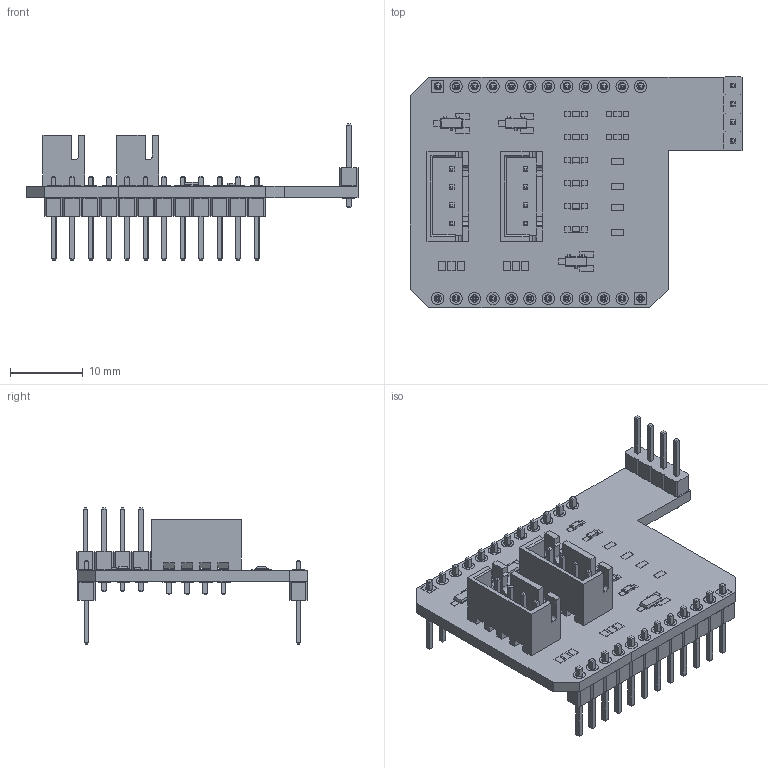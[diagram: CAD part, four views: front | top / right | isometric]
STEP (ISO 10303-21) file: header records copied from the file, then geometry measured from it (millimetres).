
FILE_DESCRIPTION(('FreeCAD Model'),'2;1');
FILE_NAME('PCB.step', '2017-12-11T21:17:17',('Author'),(''), 'Open CASCADE STEP processor 6.8','FreeCAD','Unknown');
FILE_SCHEMA(('AUTOMOTIVE_DESIGN_CC2 { 1 2 10303 214 -1 1 5 4 }'));
Length unit declared in the file: millimetre
Products named in the file (11): ASSEMBLY; J1; C8; J3; PCB_Holes; J9; tPad_108; U1; PCB_Border; Board; bPad_107
Assembly tree (21 placements, depth 2):
  ASSEMBLY
    J1  x2
    C8  x8
    J3  x2
    PCB_Holes
    J9
    tPad_108
    U1  x3
    PCB_Border
    Board
    bPad_107
Bounding box: 45.72 x 31.86 x 18.74 mm (x, y, z)
Volume: 2983.5 mm3; surface area: 5935 mm2
Topology: 124 solids, 124 shells, 1938 faces, 4524 edges, 2936 vertices
Faces by surface type: plane 1628, cylinder 310
Full cylindrical faces by diameter (mm): 1 x108, 1.7 x50, 1.75 x12
Entity records: 73613 total; most frequent: CARTESIAN_POINT 12652, DIRECTION 10473, LINE 7067, VECTOR 7067, ORIENTED_EDGE 5230, PCURVE 5230, DEFINITIONAL_REPRESENTATION 5230, EDGE_CURVE 2615
